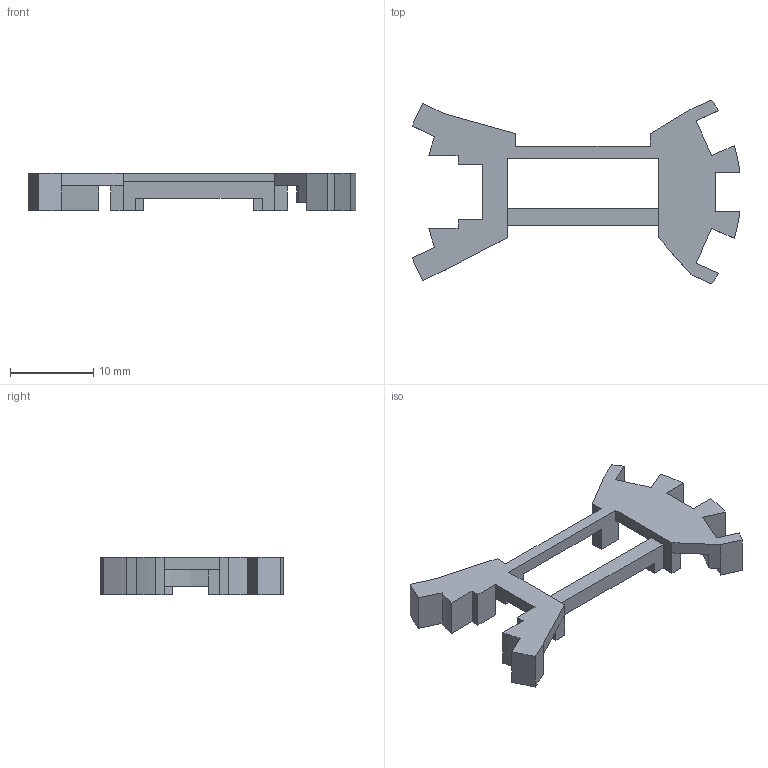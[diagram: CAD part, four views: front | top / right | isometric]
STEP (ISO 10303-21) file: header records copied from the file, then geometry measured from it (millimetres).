
FILE_DESCRIPTION(('STEP AP242'), '1');
FILE_NAME('ButtonsHolder', '', ('UNSPECIFIED'), ('UNSPECIFIED'), 'C3D Converter', 'C3D Toolkit', '');
FILE_SCHEMA(('AP242_MANAGED_MODEL_BASED_3D_ENGINEERING_MIM_LF { 1 0 10303 442 1 1 4 }'));
Length unit declared in the file: millimetre
Bounding box: 39.38 x 22.09 x 4.5 mm (x, y, z)
Volume: 837.8 mm3; surface area: 1420.8 mm2
Topology: 1 solids, 1 shells, 78 faces, 218 edges, 140 vertices
Faces by surface type: plane 71, cylinder 7
Entity records: 2492 total; most frequent: CARTESIAN_POINT 437, ORIENTED_EDGE 436, DIRECTION 390, EDGE_CURVE 218, LINE 204, VECTOR 204, VERTEX_POINT 140, AXIS2_PLACEMENT_3D 93
